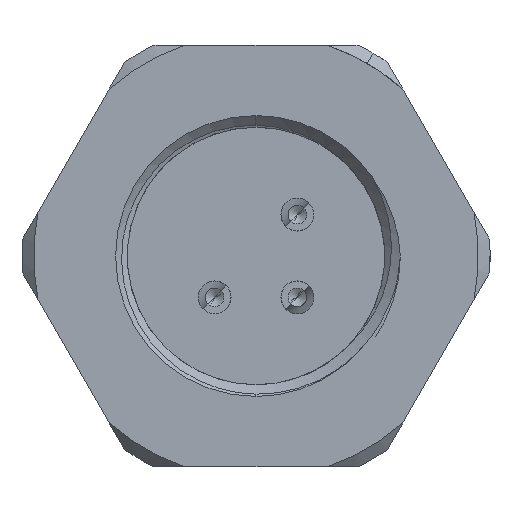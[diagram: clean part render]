
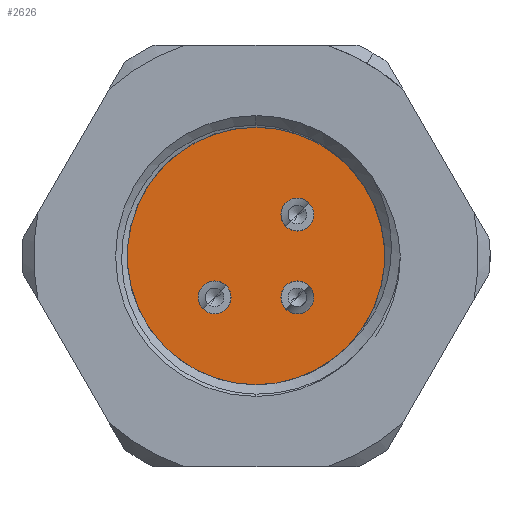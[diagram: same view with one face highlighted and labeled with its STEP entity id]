
A CAD part, left-side view. The second image highlights one B-rep face of the part: STEP entity #2626.
In plain terms, the highlighted planar face has unit normal (-1, 0, 0).
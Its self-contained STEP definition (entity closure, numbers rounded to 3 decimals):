
#56 = VERTEX_POINT ( 'NONE', #717 ) ;
#138 = CARTESIAN_POINT ( 'NONE',  ( -12., -1.768, -1.768 ) ) ;
#214 = CARTESIAN_POINT ( 'NONE',  ( -12., -1.768, 2.468 ) ) ;
#353 = DIRECTION ( 'NONE',  ( -1., 0., 0. ) ) ;
#440 = CARTESIAN_POINT ( 'NONE',  ( -12., 0., 0. ) ) ;
#717 = CARTESIAN_POINT ( 'NONE',  ( -12., 0., -6. ) ) ;
#815 = AXIS2_PLACEMENT_3D ( 'NONE', #13528, #18737, #15267 ) ;
#1002 = DIRECTION ( 'NONE',  ( 0., 0., 1. ) ) ;
#1158 = ORIENTED_EDGE ( 'NONE', *, *, #8810, .T. ) ;
#1645 = CARTESIAN_POINT ( 'NONE',  ( -12., 1.768, -2.468 ) ) ;
#2195 = EDGE_CURVE ( 'NONE', #7738, #3855, #6262, .T. ) ;
#2376 = CIRCLE ( 'NONE', #9165, 0.7 ) ;
#2626 = ADVANCED_FACE ( 'NONE', ( #12023, #16514, #22568, #7096 ), #11298, .F. ) ;
#2715 = DIRECTION ( 'NONE',  ( -1., 0., 0. ) ) ;
#2925 = EDGE_CURVE ( 'NONE', #56, #15219, #9832, .T. ) ;
#3326 = DIRECTION ( 'NONE',  ( 0., 0., 1. ) ) ;
#3644 = AXIS2_PLACEMENT_3D ( 'NONE', #138, #12552, #14337 ) ;
#3855 = VERTEX_POINT ( 'NONE', #1645 ) ;
#3895 = DIRECTION ( 'NONE',  ( 0., 0., 1. ) ) ;
#4082 = CARTESIAN_POINT ( 'NONE',  ( -12., -1.768, -1.068 ) ) ;
#4482 = DIRECTION ( 'NONE',  ( -1., 0., 0. ) ) ;
#4892 = DIRECTION ( 'NONE',  ( -1., 0., 0. ) ) ;
#5029 = CARTESIAN_POINT ( 'NONE',  ( -12., 1.768, -1.068 ) ) ;
#5374 = EDGE_LOOP ( 'NONE', ( #1158, #17472 ) ) ;
#5784 = DIRECTION ( 'NONE',  ( 0., 0., 1. ) ) ;
#6074 = ORIENTED_EDGE ( 'NONE', *, *, #2195, .F. ) ;
#6145 = DIRECTION ( 'NONE',  ( 0., 0., -1. ) ) ;
#6216 = CIRCLE ( 'NONE', #19291, 0.7 ) ;
#6262 = CIRCLE ( 'NONE', #11843, 0.7 ) ;
#6717 = AXIS2_PLACEMENT_3D ( 'NONE', #440, #353, #5784 ) ;
#6854 = CARTESIAN_POINT ( 'NONE',  ( -12., -1.768, -2.468 ) ) ;
#7096 = FACE_OUTER_BOUND ( 'NONE', #5374, .T. ) ;
#7738 = VERTEX_POINT ( 'NONE', #5029 ) ;
#7951 = CARTESIAN_POINT ( 'NONE',  ( -12., -1.768, 1.768 ) ) ;
#8296 = ORIENTED_EDGE ( 'NONE', *, *, #10753, .F. ) ;
#8810 = EDGE_CURVE ( 'NONE', #15219, #56, #22819, .T. ) ;
#9165 = AXIS2_PLACEMENT_3D ( 'NONE', #11490, #2715, #15068 ) ;
#9228 = CIRCLE ( 'NONE', #22681, 0.7 ) ;
#9270 = DIRECTION ( 'NONE',  ( -1., 0., 0. ) ) ;
#9477 = CIRCLE ( 'NONE', #3644, 0.7 ) ;
#9703 = DIRECTION ( 'NONE',  ( 0., 0., 1. ) ) ;
#9832 = CIRCLE ( 'NONE', #815, 6. ) ;
#9870 = EDGE_CURVE ( 'NONE', #11685, #18025, #9228, .T. ) ;
#10454 = EDGE_CURVE ( 'NONE', #22729, #12933, #20319, .T. ) ;
#10753 = EDGE_CURVE ( 'NONE', #3855, #7738, #2376, .T. ) ;
#10890 = CARTESIAN_POINT ( 'NONE',  ( -12., -1.768, 1.768 ) ) ;
#11229 = ORIENTED_EDGE ( 'NONE', *, *, #14947, .F. ) ;
#11298 = PLANE ( 'NONE',  #11462 ) ;
#11402 = EDGE_LOOP ( 'NONE', ( #6074, #8296 ) ) ;
#11462 = AXIS2_PLACEMENT_3D ( 'NONE', #18503, #14865, #6145 ) ;
#11490 = CARTESIAN_POINT ( 'NONE',  ( -12., 1.768, -1.768 ) ) ;
#11685 = VERTEX_POINT ( 'NONE', #4082 ) ;
#11843 = AXIS2_PLACEMENT_3D ( 'NONE', #20390, #4482, #1002 ) ;
#12023 = FACE_BOUND ( 'NONE', #13058, .T. ) ;
#12552 = DIRECTION ( 'NONE',  ( -1., 0., 0. ) ) ;
#12916 = EDGE_CURVE ( 'NONE', #12933, #22729, #6216, .T. ) ;
#12933 = VERTEX_POINT ( 'NONE', #16269 ) ;
#13058 = EDGE_LOOP ( 'NONE', ( #20553, #14571 ) ) ;
#13528 = CARTESIAN_POINT ( 'NONE',  ( -12., 0., 0. ) ) ;
#13743 = CARTESIAN_POINT ( 'NONE',  ( -12., 0., 6. ) ) ;
#14337 = DIRECTION ( 'NONE',  ( 0., 0., 1. ) ) ;
#14571 = ORIENTED_EDGE ( 'NONE', *, *, #12916, .F. ) ;
#14865 = DIRECTION ( 'NONE',  ( 1., 0., 0. ) ) ;
#14947 = EDGE_CURVE ( 'NONE', #18025, #11685, #9477, .T. ) ;
#15068 = DIRECTION ( 'NONE',  ( 0., 0., 1. ) ) ;
#15219 = VERTEX_POINT ( 'NONE', #13743 ) ;
#15267 = DIRECTION ( 'NONE',  ( 0., 0., 1. ) ) ;
#15284 = ORIENTED_EDGE ( 'NONE', *, *, #9870, .F. ) ;
#16269 = CARTESIAN_POINT ( 'NONE',  ( -12., -1.768, 1.068 ) ) ;
#16514 = FACE_BOUND ( 'NONE', #21443, .T. ) ;
#17472 = ORIENTED_EDGE ( 'NONE', *, *, #2925, .T. ) ;
#18025 = VERTEX_POINT ( 'NONE', #6854 ) ;
#18503 = CARTESIAN_POINT ( 'NONE',  ( -12., 4., 0. ) ) ;
#18737 = DIRECTION ( 'NONE',  ( -1., 0., 0. ) ) ;
#19075 = CARTESIAN_POINT ( 'NONE',  ( -12., -1.768, -1.768 ) ) ;
#19122 = AXIS2_PLACEMENT_3D ( 'NONE', #7951, #20314, #9703 ) ;
#19291 = AXIS2_PLACEMENT_3D ( 'NONE', #10890, #9270, #3895 ) ;
#20314 = DIRECTION ( 'NONE',  ( -1., 0., 0. ) ) ;
#20319 = CIRCLE ( 'NONE', #19122, 0.7 ) ;
#20390 = CARTESIAN_POINT ( 'NONE',  ( -12., 1.768, -1.768 ) ) ;
#20553 = ORIENTED_EDGE ( 'NONE', *, *, #10454, .F. ) ;
#21443 = EDGE_LOOP ( 'NONE', ( #15284, #11229 ) ) ;
#22568 = FACE_BOUND ( 'NONE', #11402, .T. ) ;
#22681 = AXIS2_PLACEMENT_3D ( 'NONE', #19075, #4892, #3326 ) ;
#22729 = VERTEX_POINT ( 'NONE', #214 ) ;
#22819 = CIRCLE ( 'NONE', #6717, 6. ) ;
